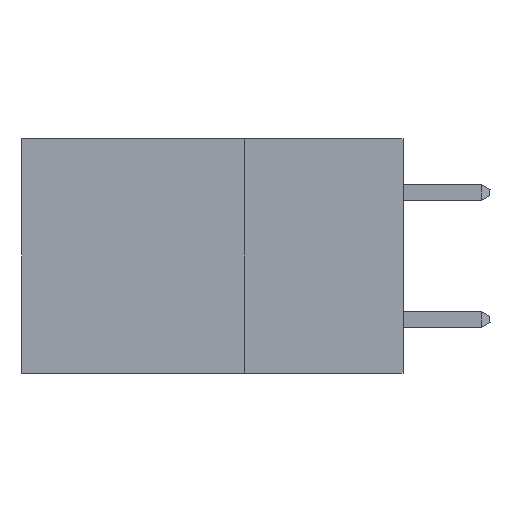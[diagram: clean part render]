
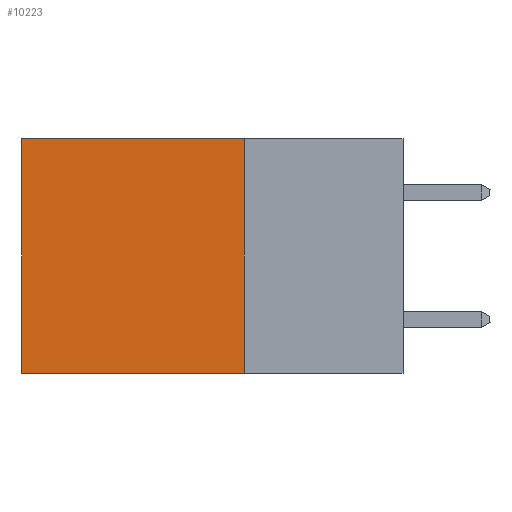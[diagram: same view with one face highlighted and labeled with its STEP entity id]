
A CAD part, left-side view. The second image highlights one B-rep face of the part: STEP entity #10223.
In plain terms, the highlighted planar face has unit normal (-1, 0, 0).
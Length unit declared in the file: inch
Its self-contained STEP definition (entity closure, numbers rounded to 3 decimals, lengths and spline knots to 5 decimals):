
#346 = VERTEX_POINT ( 'NONE', #13655 ) ;
#1133 = AXIS2_PLACEMENT_3D ( 'NONE', #11235, #15567, #11414 ) ;
#1847 = LINE ( 'NONE', #12881, #12207 ) ;
#2657 = ORIENTED_EDGE ( 'NONE', *, *, #13205, .F. ) ;
#2664 = LINE ( 'NONE', #4823, #9439 ) ;
#2971 = LINE ( 'NONE', #16379, #11982 ) ;
#3486 = ORIENTED_EDGE ( 'NONE', *, *, #5534, .T. ) ;
#3914 = CARTESIAN_POINT ( 'NONE',  ( 0.2875, 0.25, 0. ) ) ;
#4823 = CARTESIAN_POINT ( 'NONE',  ( 0.2875, 0.25, -0.37 ) ) ;
#5082 = DIRECTION ( 'NONE',  ( 0., 1., 0. ) ) ;
#5534 = EDGE_CURVE ( 'NONE', #15988, #13698, #5862, .T. ) ;
#5610 = EDGE_CURVE ( 'NONE', #346, #13698, #2664, .T. ) ;
#5702 = EDGE_LOOP ( 'NONE', ( #3486, #15960, #2657, #16705 ) ) ;
#5862 = LINE ( 'NONE', #14747, #11250 ) ;
#6136 = DIRECTION ( 'NONE',  ( 0., 0., -1. ) ) ;
#9383 = FACE_OUTER_BOUND ( 'NONE', #5702, .T. ) ;
#9439 = VECTOR ( 'NONE', #5082, 39.37008 ) ;
#10223 = ADVANCED_FACE ( 'NONE', ( #9383 ), #16894, .F. ) ;
#10241 = DIRECTION ( 'NONE',  ( 0., 0., -1. ) ) ;
#11235 = CARTESIAN_POINT ( 'NONE',  ( 0.2875, 0.25, 0. ) ) ;
#11250 = VECTOR ( 'NONE', #10241, 39.37008 ) ;
#11413 = DIRECTION ( 'NONE',  ( 0., 1., 0. ) ) ;
#11414 = DIRECTION ( 'NONE',  ( 0., 0., -1. ) ) ;
#11982 = VECTOR ( 'NONE', #6136, 39.37008 ) ;
#11995 = VERTEX_POINT ( 'NONE', #3914 ) ;
#12207 = VECTOR ( 'NONE', #11413, 39.37008 ) ;
#12737 = EDGE_CURVE ( 'NONE', #11995, #15988, #1847, .T. ) ;
#12881 = CARTESIAN_POINT ( 'NONE',  ( 0.2875, 0.25, 0. ) ) ;
#13205 = EDGE_CURVE ( 'NONE', #11995, #346, #2971, .T. ) ;
#13655 = CARTESIAN_POINT ( 'NONE',  ( 0.2875, 0.25, -0.37 ) ) ;
#13698 = VERTEX_POINT ( 'NONE', #15791 ) ;
#14261 = CARTESIAN_POINT ( 'NONE',  ( 0.2875, 0.6, 0. ) ) ;
#14747 = CARTESIAN_POINT ( 'NONE',  ( 0.2875, 0.6, 0. ) ) ;
#15567 = DIRECTION ( 'NONE',  ( 1., 0., 0. ) ) ;
#15791 = CARTESIAN_POINT ( 'NONE',  ( 0.2875, 0.6, -0.37 ) ) ;
#15960 = ORIENTED_EDGE ( 'NONE', *, *, #5610, .F. ) ;
#15988 = VERTEX_POINT ( 'NONE', #14261 ) ;
#16379 = CARTESIAN_POINT ( 'NONE',  ( 0.2875, 0.25, 0. ) ) ;
#16705 = ORIENTED_EDGE ( 'NONE', *, *, #12737, .T. ) ;
#16894 = PLANE ( 'NONE',  #1133 ) ;
